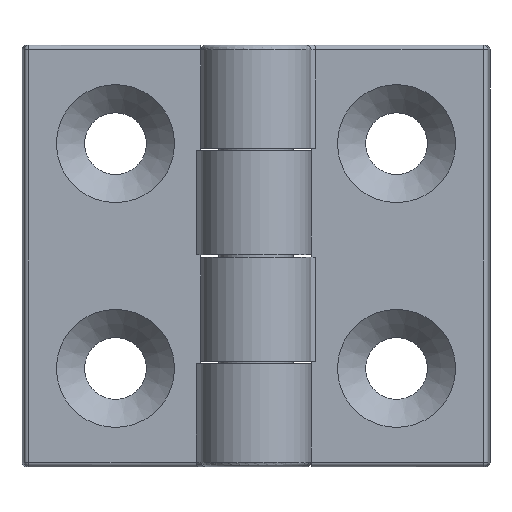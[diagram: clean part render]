
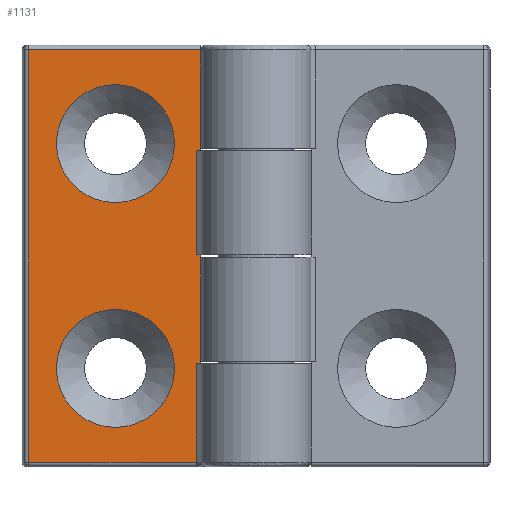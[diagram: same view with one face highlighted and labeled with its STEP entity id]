
A CAD part, top view. The second image highlights one B-rep face of the part: STEP entity #1131.
In plain terms, the highlighted planar face has unit normal (0, 0, 1).
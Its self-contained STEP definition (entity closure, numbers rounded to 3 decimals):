
#39=FACE_BOUND('',#400,.T.);
#40=FACE_BOUND('',#401,.T.);
#57=PLANE('',#1259);
#94=LINE('',#1801,#189);
#97=LINE('',#1807,#192);
#104=LINE('',#1822,#199);
#110=LINE('',#1836,#205);
#113=LINE('',#1842,#208);
#114=LINE('',#1844,#209);
#115=LINE('',#1846,#210);
#116=LINE('',#1848,#211);
#117=LINE('',#1850,#212);
#118=LINE('',#1851,#213);
#189=VECTOR('',#1416,10.);
#192=VECTOR('',#1423,10.);
#199=VECTOR('',#1440,10.);
#205=VECTOR('',#1456,10.);
#208=VECTOR('',#1461,10.);
#209=VECTOR('',#1462,10.);
#210=VECTOR('',#1463,10.);
#211=VECTOR('',#1464,10.);
#212=VECTOR('',#1465,10.);
#213=VECTOR('',#1466,10.);
#328=FACE_OUTER_BOUND('',#399,.T.);
#399=EDGE_LOOP('',(#847,#848,#849,#850,#851,#852,#853,#854,#855,#856));
#400=EDGE_LOOP('',(#857));
#401=EDGE_LOOP('',(#858));
#485=CIRCLE('',#1260,6.3);
#486=CIRCLE('',#1261,6.3);
#536=VERTEX_POINT('',#1767);
#541=VERTEX_POINT('',#1793);
#544=VERTEX_POINT('',#1806);
#546=VERTEX_POINT('',#1818);
#550=VERTEX_POINT('',#1835);
#552=VERTEX_POINT('',#1841);
#553=VERTEX_POINT('',#1843);
#554=VERTEX_POINT('',#1845);
#555=VERTEX_POINT('',#1847);
#556=VERTEX_POINT('',#1849);
#557=VERTEX_POINT('',#1852);
#558=VERTEX_POINT('',#1854);
#643=EDGE_CURVE('',#541,#536,#94,.T.);
#646=EDGE_CURVE('',#544,#541,#97,.T.);
#655=EDGE_CURVE('',#536,#546,#104,.T.);
#662=EDGE_CURVE('',#550,#546,#110,.T.);
#665=EDGE_CURVE('',#552,#544,#113,.T.);
#666=EDGE_CURVE('',#552,#553,#114,.T.);
#667=EDGE_CURVE('',#553,#554,#115,.T.);
#668=EDGE_CURVE('',#554,#555,#116,.T.);
#669=EDGE_CURVE('',#556,#555,#117,.T.);
#670=EDGE_CURVE('',#556,#550,#118,.T.);
#671=EDGE_CURVE('',#557,#557,#485,.T.);
#672=EDGE_CURVE('',#558,#558,#486,.T.);
#847=ORIENTED_EDGE('',*,*,#655,.F.);
#848=ORIENTED_EDGE('',*,*,#643,.F.);
#849=ORIENTED_EDGE('',*,*,#646,.F.);
#850=ORIENTED_EDGE('',*,*,#665,.F.);
#851=ORIENTED_EDGE('',*,*,#666,.T.);
#852=ORIENTED_EDGE('',*,*,#667,.T.);
#853=ORIENTED_EDGE('',*,*,#668,.T.);
#854=ORIENTED_EDGE('',*,*,#669,.F.);
#855=ORIENTED_EDGE('',*,*,#670,.T.);
#856=ORIENTED_EDGE('',*,*,#662,.T.);
#857=ORIENTED_EDGE('',*,*,#671,.T.);
#858=ORIENTED_EDGE('',*,*,#672,.T.);
#1131=ADVANCED_FACE('',(#328,#39,#40),#57,.T.);
#1259=AXIS2_PLACEMENT_3D('',#1840,#1459,#1460);
#1260=AXIS2_PLACEMENT_3D('',#1853,#1467,#1468);
#1261=AXIS2_PLACEMENT_3D('',#1855,#1469,#1470);
#1416=DIRECTION('',(0.,1.,0.));
#1423=DIRECTION('',(-1.,0.,0.));
#1440=DIRECTION('',(1.,0.,0.));
#1456=DIRECTION('',(0.,1.,0.));
#1459=DIRECTION('center_axis',(0.,0.,1.));
#1460=DIRECTION('ref_axis',(1.,0.,0.));
#1461=DIRECTION('',(0.,-1.,0.));
#1462=DIRECTION('',(1.,0.,0.));
#1463=DIRECTION('',(0.,1.,0.));
#1464=DIRECTION('',(-1.,0.,0.));
#1465=DIRECTION('',(0.,-1.,0.));
#1466=DIRECTION('',(1.,0.,0.));
#1467=DIRECTION('center_axis',(0.,0.,-1.));
#1468=DIRECTION('ref_axis',(1.,0.,0.));
#1469=DIRECTION('center_axis',(0.,0.,-1.));
#1470=DIRECTION('ref_axis',(1.,0.,0.));
#1767=CARTESIAN_POINT('',(-24.259,22.,6.));
#1793=CARTESIAN_POINT('',(-24.259,-22.,6.));
#1801=CARTESIAN_POINT('',(-24.259,0.,6.));
#1806=CARTESIAN_POINT('',(-6.374,-22.,6.));
#1807=CARTESIAN_POINT('',(-20.087,-22.,6.));
#1818=CARTESIAN_POINT('',(-5.874,22.,6.));
#1822=CARTESIAN_POINT('',(-20.087,22.,6.));
#1835=CARTESIAN_POINT('',(-5.874,11.25,6.));
#1836=CARTESIAN_POINT('',(-5.874,0.,6.));
#1840=CARTESIAN_POINT('Origin',(-24.738,0.,6.));
#1841=CARTESIAN_POINT('',(-6.374,-11.5,6.));
#1842=CARTESIAN_POINT('',(-6.374,-22.5,6.));
#1843=CARTESIAN_POINT('',(-5.874,-11.5,6.));
#1844=CARTESIAN_POINT('',(-12.434,-11.5,6.));
#1845=CARTESIAN_POINT('',(-5.874,0.125,6.));
#1846=CARTESIAN_POINT('',(-5.874,0.,6.));
#1847=CARTESIAN_POINT('',(-6.374,0.125,6.));
#1848=CARTESIAN_POINT('',(-12.434,0.125,6.));
#1849=CARTESIAN_POINT('',(-6.374,11.25,6.));
#1850=CARTESIAN_POINT('',(-6.374,0.125,6.));
#1851=CARTESIAN_POINT('',(-12.434,11.25,6.));
#1852=CARTESIAN_POINT('',(-21.3,-12.,6.));
#1853=CARTESIAN_POINT('Origin',(-15.,-12.,6.));
#1854=CARTESIAN_POINT('',(-21.3,12.,6.));
#1855=CARTESIAN_POINT('Origin',(-15.,12.,6.));
